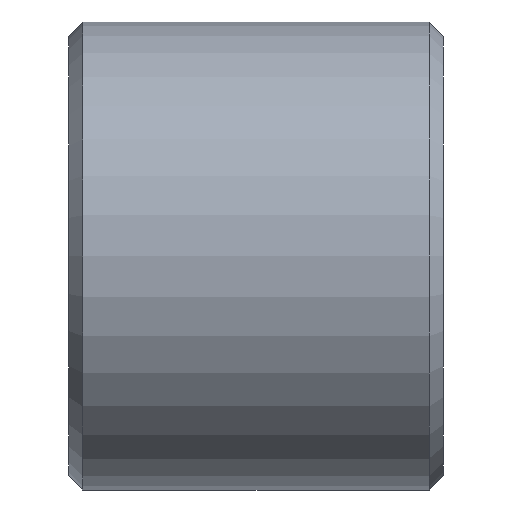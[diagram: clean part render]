
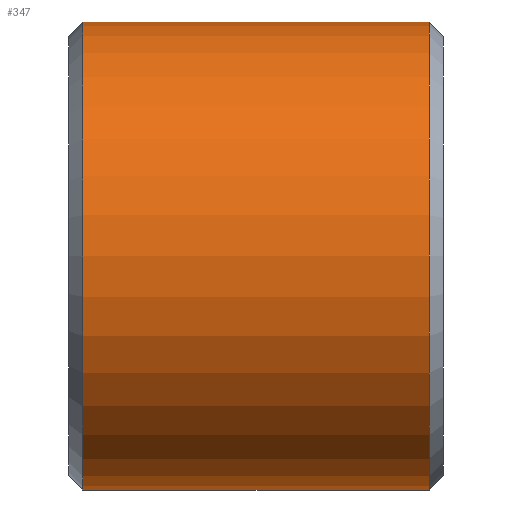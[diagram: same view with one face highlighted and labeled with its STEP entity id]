
A CAD part, front view. The second image highlights one B-rep face of the part: STEP entity #347.
In plain terms, the highlighted cylindrical face has radius 2.5 mm (diameter 5 mm), a partial arc.
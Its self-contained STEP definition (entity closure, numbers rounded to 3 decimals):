
#4 = AXIS2_PLACEMENT_3D ( 'NONE', #231, #97, #239 ) ;
#7 = CARTESIAN_POINT ( 'NONE',  ( 3.85, 0., 2.5 ) ) ;
#20 = CIRCLE ( 'NONE', #414, 2.5 ) ;
#34 = EDGE_CURVE ( 'NONE', #151, #261, #309, .T. ) ;
#36 = VECTOR ( 'NONE', #445, 1000. ) ;
#83 = ORIENTED_EDGE ( 'NONE', *, *, #277, .T. ) ;
#90 = FACE_OUTER_BOUND ( 'NONE', #375, .T. ) ;
#97 = DIRECTION ( 'NONE',  ( -1., 0., 0. ) ) ;
#114 = CARTESIAN_POINT ( 'NONE',  ( 3.85, 0., 0. ) ) ;
#117 = VERTEX_POINT ( 'NONE', #181 ) ;
#118 = DIRECTION ( 'NONE',  ( 1., 0., 0. ) ) ;
#121 = EDGE_CURVE ( 'NONE', #151, #222, #20, .T. ) ;
#151 = VERTEX_POINT ( 'NONE', #449 ) ;
#181 = CARTESIAN_POINT ( 'NONE',  ( 0.15, 0., 2.5 ) ) ;
#196 = EDGE_CURVE ( 'NONE', #117, #261, #313, .T. ) ;
#222 = VERTEX_POINT ( 'NONE', #7 ) ;
#229 = ORIENTED_EDGE ( 'NONE', *, *, #34, .F. ) ;
#231 = CARTESIAN_POINT ( 'NONE',  ( 4., 0., 0. ) ) ;
#235 = CARTESIAN_POINT ( 'NONE',  ( 4., 0., -2.5 ) ) ;
#239 = DIRECTION ( 'NONE',  ( 0., 0., 1. ) ) ;
#244 = LINE ( 'NONE', #299, #426 ) ;
#260 = CYLINDRICAL_SURFACE ( 'NONE', #4, 2.5 ) ;
#261 = VERTEX_POINT ( 'NONE', #442 ) ;
#277 = EDGE_CURVE ( 'NONE', #222, #117, #244, .T. ) ;
#282 = CARTESIAN_POINT ( 'NONE',  ( 0.15, 0., 0. ) ) ;
#284 = DIRECTION ( 'NONE',  ( 0., 0., -1. ) ) ;
#299 = CARTESIAN_POINT ( 'NONE',  ( 4., 0., 2.5 ) ) ;
#309 = LINE ( 'NONE', #235, #36 ) ;
#313 = CIRCLE ( 'NONE', #448, 2.5 ) ;
#347 = ADVANCED_FACE ( 'NONE', ( #90 ), #260, .T. ) ;
#352 = DIRECTION ( 'NONE',  ( 0., 0., -1. ) ) ;
#363 = ORIENTED_EDGE ( 'NONE', *, *, #121, .T. ) ;
#375 = EDGE_LOOP ( 'NONE', ( #229, #363, #83, #385 ) ) ;
#380 = DIRECTION ( 'NONE',  ( -1., 0., 0. ) ) ;
#385 = ORIENTED_EDGE ( 'NONE', *, *, #196, .T. ) ;
#414 = AXIS2_PLACEMENT_3D ( 'NONE', #114, #380, #352 ) ;
#426 = VECTOR ( 'NONE', #444, 1000. ) ;
#442 = CARTESIAN_POINT ( 'NONE',  ( 0.15, 0., -2.5 ) ) ;
#444 = DIRECTION ( 'NONE',  ( -1., 0., 0. ) ) ;
#445 = DIRECTION ( 'NONE',  ( -1., 0., 0. ) ) ;
#448 = AXIS2_PLACEMENT_3D ( 'NONE', #282, #118, #284 ) ;
#449 = CARTESIAN_POINT ( 'NONE',  ( 3.85, 0., -2.5 ) ) ;
